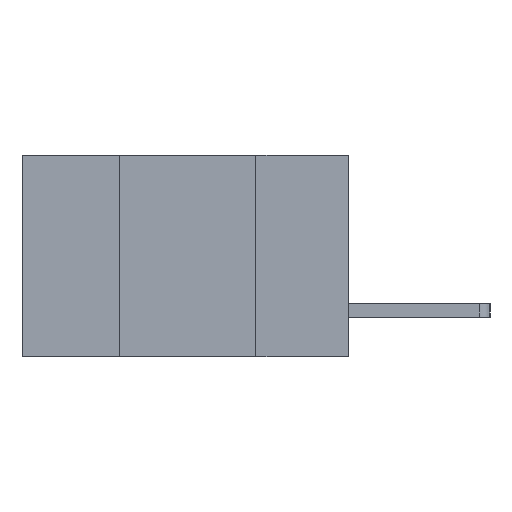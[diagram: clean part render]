
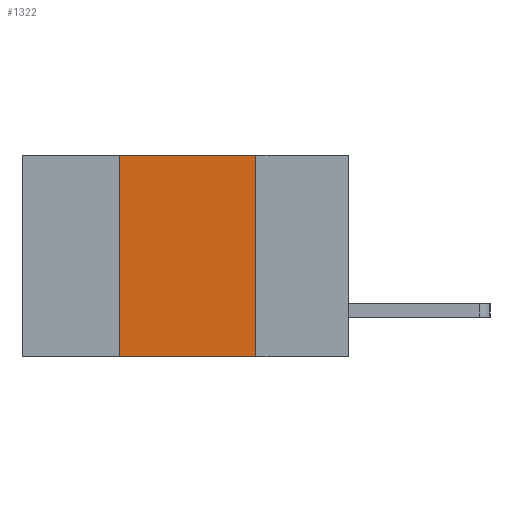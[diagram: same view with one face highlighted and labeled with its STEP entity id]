
A CAD part, left-side view. The second image highlights one B-rep face of the part: STEP entity #1322.
In plain terms, the highlighted planar face has unit normal (-1, 0, 0).
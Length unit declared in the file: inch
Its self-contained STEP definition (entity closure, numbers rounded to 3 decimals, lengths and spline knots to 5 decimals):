
#1078 = DIRECTION ( 'NONE',  ( 0., 0., 1. ) ) ;
#1322 = ADVANCED_FACE ( 'NONE', ( #4947 ), #4066, .F. ) ;
#1345 = ORIENTED_EDGE ( 'NONE', *, *, #10241, .F. ) ;
#1441 = DIRECTION ( 'NONE',  ( 0., 0., -1. ) ) ;
#1499 = VERTEX_POINT ( 'NONE', #4420 ) ;
#1955 = VERTEX_POINT ( 'NONE', #10845 ) ;
#2302 = LINE ( 'NONE', #6133, #4299 ) ;
#2370 = CARTESIAN_POINT ( 'NONE',  ( 0., 0.6, 0. ) ) ;
#2476 = EDGE_CURVE ( 'NONE', #3057, #1499, #6260, .T. ) ;
#3057 = VERTEX_POINT ( 'NONE', #7306 ) ;
#3224 = DIRECTION ( 'NONE',  ( 0., 0., -1. ) ) ;
#3601 = DIRECTION ( 'NONE',  ( 0., -1., 0. ) ) ;
#4066 = PLANE ( 'NONE',  #4337 ) ;
#4173 = LINE ( 'NONE', #8539, #5639 ) ;
#4299 = VECTOR ( 'NONE', #3601, 39.37008 ) ;
#4315 = DIRECTION ( 'NONE',  ( 0., -1., 0. ) ) ;
#4337 = AXIS2_PLACEMENT_3D ( 'NONE', #2370, #8311, #3224 ) ;
#4420 = CARTESIAN_POINT ( 'NONE',  ( 0., 0.17, -0.37 ) ) ;
#4841 = CARTESIAN_POINT ( 'NONE',  ( 0., 0.17, 0. ) ) ;
#4947 = FACE_OUTER_BOUND ( 'NONE', #10202, .T. ) ;
#5093 = VERTEX_POINT ( 'NONE', #9642 ) ;
#5639 = VECTOR ( 'NONE', #4315, 39.37008 ) ;
#5697 = VECTOR ( 'NONE', #1078, 39.37008 ) ;
#6091 = EDGE_CURVE ( 'NONE', #5093, #1499, #4173, .T. ) ;
#6133 = CARTESIAN_POINT ( 'NONE',  ( 0., 0.6, 0. ) ) ;
#6260 = LINE ( 'NONE', #4841, #6519 ) ;
#6519 = VECTOR ( 'NONE', #1441, 39.37008 ) ;
#6865 = EDGE_CURVE ( 'NONE', #5093, #1955, #7944, .T. ) ;
#7030 = CARTESIAN_POINT ( 'NONE',  ( 0., 0.42, 0. ) ) ;
#7306 = CARTESIAN_POINT ( 'NONE',  ( 0., 0.17, 0. ) ) ;
#7441 = ORIENTED_EDGE ( 'NONE', *, *, #6865, .F. ) ;
#7944 = LINE ( 'NONE', #7030, #5697 ) ;
#8311 = DIRECTION ( 'NONE',  ( 1., 0., 0. ) ) ;
#8539 = CARTESIAN_POINT ( 'NONE',  ( 0., 0.6, -0.37 ) ) ;
#9279 = ORIENTED_EDGE ( 'NONE', *, *, #6091, .T. ) ;
#9642 = CARTESIAN_POINT ( 'NONE',  ( 0., 0.42, -0.37 ) ) ;
#10202 = EDGE_LOOP ( 'NONE', ( #10897, #1345, #7441, #9279 ) ) ;
#10241 = EDGE_CURVE ( 'NONE', #1955, #3057, #2302, .T. ) ;
#10845 = CARTESIAN_POINT ( 'NONE',  ( 0., 0.42, 0. ) ) ;
#10897 = ORIENTED_EDGE ( 'NONE', *, *, #2476, .F. ) ;
